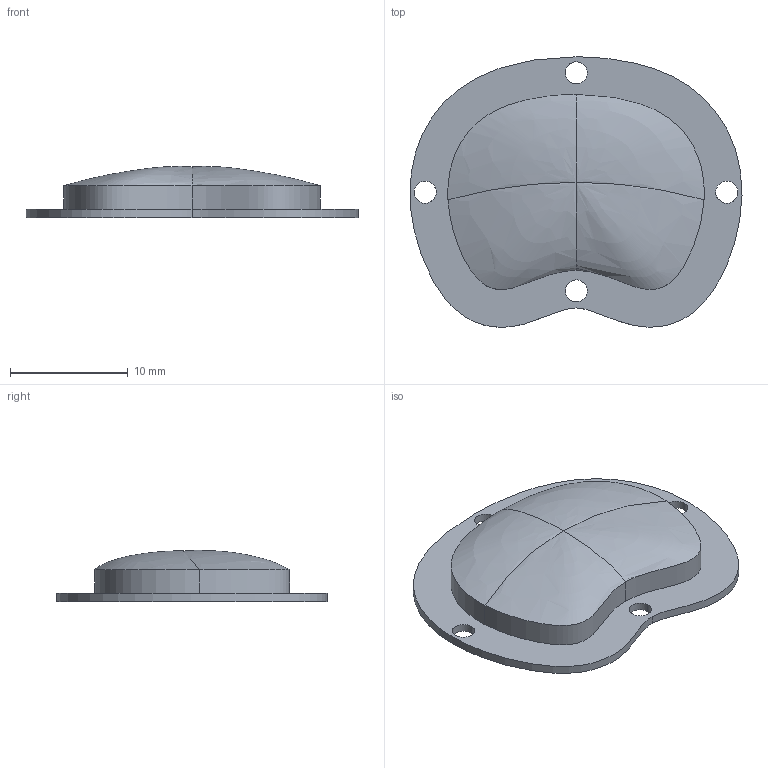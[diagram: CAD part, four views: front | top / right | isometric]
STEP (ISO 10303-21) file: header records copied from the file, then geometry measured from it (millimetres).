
FILE_DESCRIPTION(/* description */ (''),/* implementation_level */ '2;1');
FILE_NAME(/* name */ 'BOTN_S~1',/* time_stamp */ '2021-12-02T22:00:30-05:00',/* author */ (''),/* organization */ (''),/* preprocessor_version */ 'ST-DEVELOPER v16.5',/* originating_system */ '',/* authorisation */ '');
FILE_SCHEMA (('AUTOMOTIVE_DESIGN'));
Length unit declared in the file: millimetre
Products named in the file (1): Document
Bounding box: 28.22 x 22.99 x 4.35 mm (x, y, z)
Volume: 1246.8 mm3; surface area: 1277.7 mm2
Topology: 1 solids, 1 shells, 21 faces, 52 edges, 31 vertices
Faces by surface type: bspline 21
Entity records: 10929 total; most frequent: CARTESIAN_POINT 10307, ORIENTED_EDGE 94, PCURVE 94, DEFINITIONAL_REPRESENTATION 94, B_SPLINE_CURVE_WITH_KNOTS 83, SURFACE_CURVE 47, EDGE_CURVE 47, EDGE_LOOP 31
